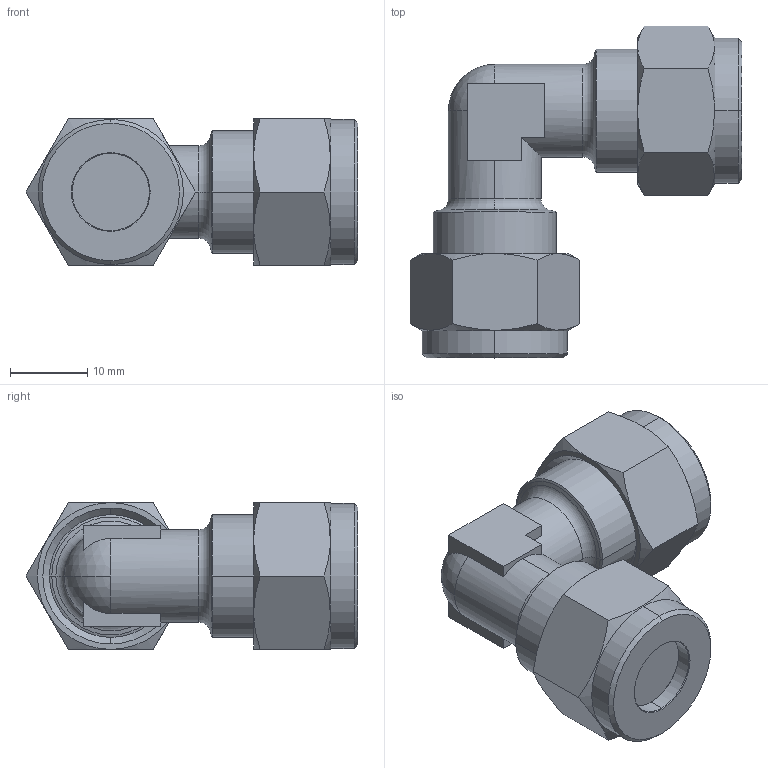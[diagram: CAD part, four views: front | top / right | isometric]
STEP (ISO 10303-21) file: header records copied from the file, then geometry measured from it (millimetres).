
FILE_DESCRIPTION (( 'STEP AP214' ), '1' );
FILE_NAME ('1026000004.step', '2013-02-25T17:13:25', ( '' ), ( '' ), 'SwSTEP 2.0', 'SolidWorks 2012', '' );
FILE_SCHEMA (( 'AUTOMOTIVE_DESIGN' ));
Length unit declared in the file: millimetre
Products named in the file (1): 1026000004
Bounding box: 42.97 x 42.97 x 19 mm (x, y, z)
Volume: 13060.2 mm3; surface area: 4445.9 mm2
Topology: 1 solids, 1 shells, 92 faces, 215 edges, 129 vertices
Faces by surface type: cone 34, plane 32, cylinder 16, torus 8, sphere 2
Entity records: 2840 total; most frequent: CARTESIAN_POINT 723, DIRECTION 450, ORIENTED_EDGE 430, EDGE_CURVE 215, AXIS2_PLACEMENT_3D 184, VERTEX_POINT 129, EDGE_LOOP 96, ADVANCED_FACE 92
